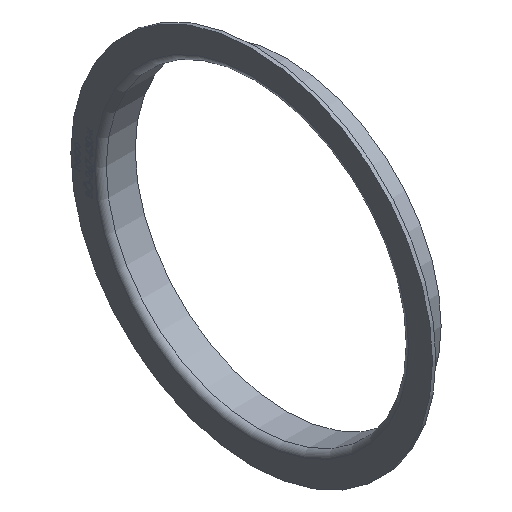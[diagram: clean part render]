
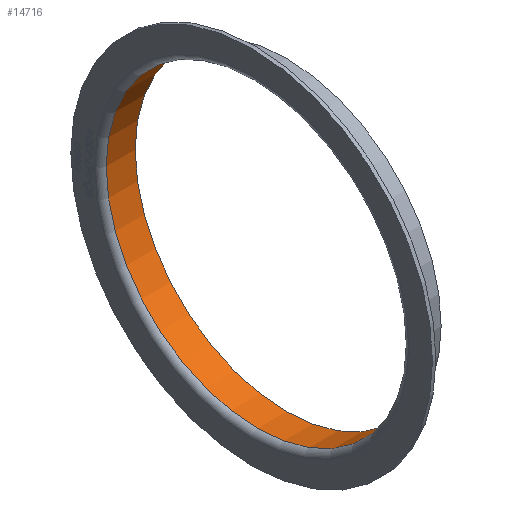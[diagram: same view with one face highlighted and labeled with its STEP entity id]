
A CAD part, isometric view. The second image highlights one B-rep face of the part: STEP entity #14716.
In plain terms, the highlighted cylindrical face has radius 130.5 mm (diameter 261 mm), a full revolution.
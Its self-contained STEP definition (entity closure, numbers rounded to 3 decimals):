
#339 = FACE_OUTER_BOUND ( 'NONE', #7895, .T. ) ;
#423 = EDGE_CURVE ( 'NONE', #4953, #4953, #5147, .T. ) ;
#1003 = ORIENTED_EDGE ( 'NONE', *, *, #7090, .F. ) ;
#1043 = AXIS2_PLACEMENT_3D ( 'NONE', #10935, #13337, #9895 ) ;
#1671 = CARTESIAN_POINT ( 'NONE',  ( 5., 0., -130.5 ) ) ;
#2636 = DIRECTION ( 'NONE',  ( -1., 0., 0. ) ) ;
#3826 = CARTESIAN_POINT ( 'NONE',  ( 0., 0., 0. ) ) ;
#4004 = DIRECTION ( 'NONE',  ( 0., 0., 1. ) ) ;
#4033 = VERTEX_POINT ( 'NONE', #7156 ) ;
#4953 = VERTEX_POINT ( 'NONE', #1671 ) ;
#5147 = CIRCLE ( 'NONE', #1043, 130.5 ) ;
#7090 = EDGE_CURVE ( 'NONE', #4033, #4033, #13432, .T. ) ;
#7156 = CARTESIAN_POINT ( 'NONE',  ( 30., 0., 130.5 ) ) ;
#7895 = EDGE_LOOP ( 'NONE', ( #9462 ) ) ;
#8651 = CYLINDRICAL_SURFACE ( 'NONE', #14417, 130.5 ) ;
#9462 = ORIENTED_EDGE ( 'NONE', *, *, #423, .T. ) ;
#9860 = DIRECTION ( 'NONE',  ( -1., 0., 0. ) ) ;
#9895 = DIRECTION ( 'NONE',  ( 0., 0., -1. ) ) ;
#10935 = CARTESIAN_POINT ( 'NONE',  ( 5., 0., 0. ) ) ;
#13070 = FACE_OUTER_BOUND ( 'NONE', #13249, .T. ) ;
#13172 = AXIS2_PLACEMENT_3D ( 'NONE', #14237, #2636, #4004 ) ;
#13220 = DIRECTION ( 'NONE',  ( 0., 0., 1. ) ) ;
#13249 = EDGE_LOOP ( 'NONE', ( #1003 ) ) ;
#13337 = DIRECTION ( 'NONE',  ( -1., 0., 0. ) ) ;
#13432 = CIRCLE ( 'NONE', #13172, 130.5 ) ;
#14237 = CARTESIAN_POINT ( 'NONE',  ( 30., 0., 0. ) ) ;
#14417 = AXIS2_PLACEMENT_3D ( 'NONE', #3826, #9860, #13220 ) ;
#14716 = ADVANCED_FACE ( 'NONE', ( #339, #13070 ), #8651, .F. ) ;
